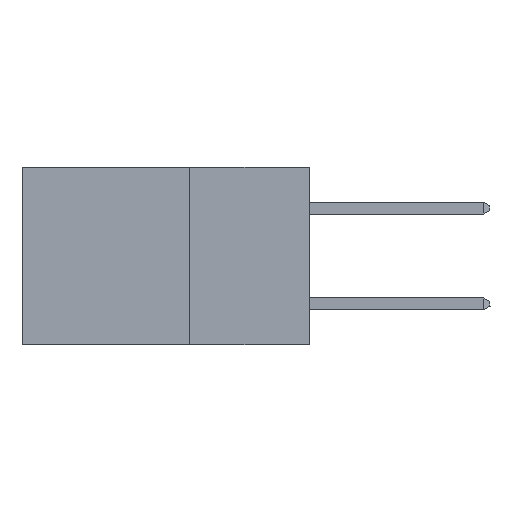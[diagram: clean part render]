
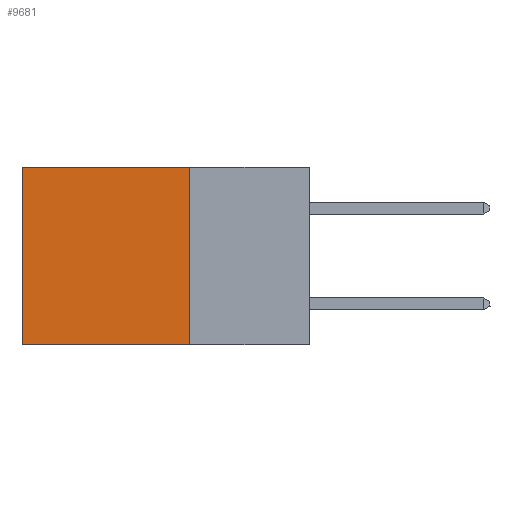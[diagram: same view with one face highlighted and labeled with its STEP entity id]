
A CAD part, left-side view. The second image highlights one B-rep face of the part: STEP entity #9681.
In plain terms, the highlighted planar face has unit normal (-1, 0, 0).
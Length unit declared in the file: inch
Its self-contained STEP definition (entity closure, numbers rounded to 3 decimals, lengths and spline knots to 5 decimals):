
#2225 = CARTESIAN_POINT ( 'NONE',  ( 0.2875, 0.25, -0.37 ) ) ;
#2863 = CARTESIAN_POINT ( 'NONE',  ( 0.2875, 0.25, 0. ) ) ;
#2972 = EDGE_CURVE ( 'NONE', #3815, #21461, #24011, .T. ) ;
#3643 = EDGE_CURVE ( 'NONE', #21461, #30329, #11813, .T. ) ;
#3815 = VERTEX_POINT ( 'NONE', #2863 ) ;
#5523 = LINE ( 'NONE', #14546, #23877 ) ;
#6068 = EDGE_CURVE ( 'NONE', #16090, #30329, #26688, .T. ) ;
#6342 = CARTESIAN_POINT ( 'NONE',  ( 0.2875, 0.6, 0. ) ) ;
#6453 = DIRECTION ( 'NONE',  ( 0., 0., -1. ) ) ;
#7876 = CARTESIAN_POINT ( 'NONE',  ( 0.2875, 0.25, 0. ) ) ;
#8158 = ORIENTED_EDGE ( 'NONE', *, *, #6068, .T. ) ;
#9681 = ADVANCED_FACE ( 'NONE', ( #26490 ), #12855, .F. ) ;
#11203 = CARTESIAN_POINT ( 'NONE',  ( 0.2875, 0.6, -0.37 ) ) ;
#11813 = LINE ( 'NONE', #2225, #25112 ) ;
#12855 = PLANE ( 'NONE',  #14432 ) ;
#14432 = AXIS2_PLACEMENT_3D ( 'NONE', #7876, #30325, #15379 ) ;
#14546 = CARTESIAN_POINT ( 'NONE',  ( 0.2875, 0.25, 0. ) ) ;
#15379 = DIRECTION ( 'NONE',  ( 0., 0., -1. ) ) ;
#16090 = VERTEX_POINT ( 'NONE', #19803 ) ;
#17049 = DIRECTION ( 'NONE',  ( 0., 1., 0. ) ) ;
#17087 = DIRECTION ( 'NONE',  ( 0., 1., 0. ) ) ;
#19803 = CARTESIAN_POINT ( 'NONE',  ( 0.2875, 0.6, 0. ) ) ;
#20029 = ORIENTED_EDGE ( 'NONE', *, *, #3643, .F. ) ;
#20968 = EDGE_LOOP ( 'NONE', ( #8158, #20029, #28775, #24760 ) ) ;
#21461 = VERTEX_POINT ( 'NONE', #25168 ) ;
#23877 = VECTOR ( 'NONE', #17049, 39.37008 ) ;
#24011 = LINE ( 'NONE', #29576, #29831 ) ;
#24760 = ORIENTED_EDGE ( 'NONE', *, *, #26828, .T. ) ;
#25109 = VECTOR ( 'NONE', #6453, 39.37008 ) ;
#25112 = VECTOR ( 'NONE', #17087, 39.37008 ) ;
#25168 = CARTESIAN_POINT ( 'NONE',  ( 0.2875, 0.25, -0.37 ) ) ;
#26490 = FACE_OUTER_BOUND ( 'NONE', #20968, .T. ) ;
#26688 = LINE ( 'NONE', #6342, #25109 ) ;
#26828 = EDGE_CURVE ( 'NONE', #3815, #16090, #5523, .T. ) ;
#27192 = DIRECTION ( 'NONE',  ( 0., 0., -1. ) ) ;
#28775 = ORIENTED_EDGE ( 'NONE', *, *, #2972, .F. ) ;
#29576 = CARTESIAN_POINT ( 'NONE',  ( 0.2875, 0.25, 0. ) ) ;
#29831 = VECTOR ( 'NONE', #27192, 39.37008 ) ;
#30325 = DIRECTION ( 'NONE',  ( 1., 0., 0. ) ) ;
#30329 = VERTEX_POINT ( 'NONE', #11203 ) ;
